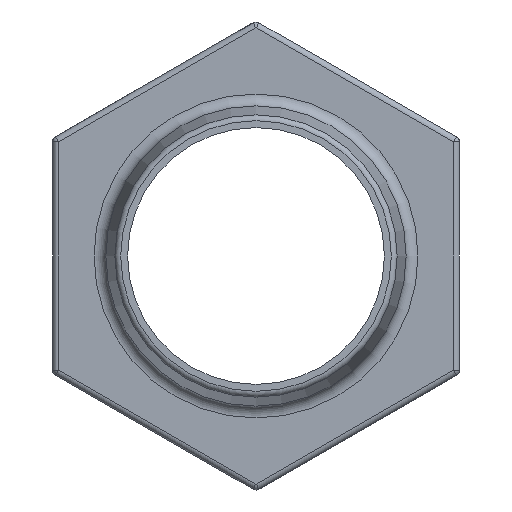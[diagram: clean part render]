
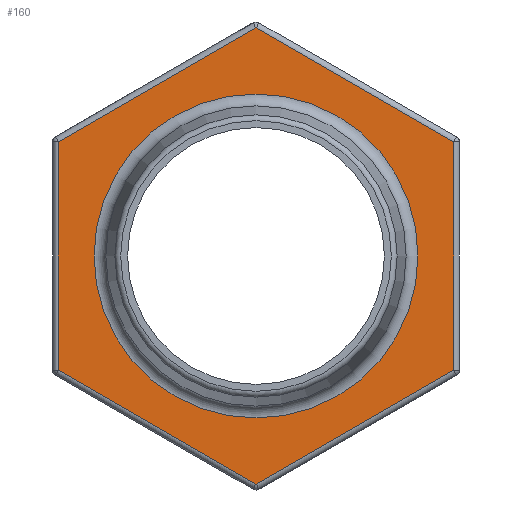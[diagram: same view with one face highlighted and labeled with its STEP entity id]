
A CAD part, left-side view. The second image highlights one B-rep face of the part: STEP entity #160.
In plain terms, the highlighted planar face has unit normal (-1, 0, 0).
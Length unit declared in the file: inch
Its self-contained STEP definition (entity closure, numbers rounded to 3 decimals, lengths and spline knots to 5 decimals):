
#90=CARTESIAN_POINT('',(2.37,0.82,0.));
#91=VERTEX_POINT('',#90);
#92=CARTESIAN_POINT('',(2.37,0.0,0.0));
#93=DIRECTION('',(-1.0,0.0,0.0));
#94=DIRECTION('',(0.0,-1.0,0.0));
#95=AXIS2_PLACEMENT_3D('',#92,#93,#94);
#96=CIRCLE('',#95,0.82);
#97=EDGE_CURVE('',#91,#91,#96,.T.);
#102=CARTESIAN_POINT('',(2.37,0.895,0.0));
#103=DIRECTION('',(-1.0,0.0,0.0));
#104=DIRECTION('',(0.0,0.0,1.0));
#105=AXIS2_PLACEMENT_3D('',#102,#103,#104);
#106=PLANE('',#105);
#107=CARTESIAN_POINT('',(2.37,1.,-0.57735));
#108=VERTEX_POINT('',#107);
#109=CARTESIAN_POINT('',(2.37,1.,0.57735));
#110=VERTEX_POINT('',#109);
#111=CARTESIAN_POINT('',(2.37,1.,-0.57735));
#112=DIRECTION('',(0.0,0.0,1.0));
#113=VECTOR('',#112,1.1547);
#114=LINE('',#111,#113);
#115=EDGE_CURVE('',#108,#110,#114,.T.);
#116=ORIENTED_EDGE('',*,*,#115,.F.);
#117=CARTESIAN_POINT('',(2.37,0.,-1.1547));
#118=VERTEX_POINT('',#117);
#119=CARTESIAN_POINT('',(2.37,0.,-1.1547));
#120=DIRECTION('',(0.0,0.866,0.5));
#121=VECTOR('',#120,1.1547);
#122=LINE('',#119,#121);
#123=EDGE_CURVE('',#118,#108,#122,.T.);
#124=ORIENTED_EDGE('',*,*,#123,.F.);
#125=CARTESIAN_POINT('',(2.37,-1.,-0.57735));
#126=VERTEX_POINT('',#125);
#127=CARTESIAN_POINT('',(2.37,-1.,-0.57735));
#128=DIRECTION('',(0.0,0.866,-0.5));
#129=VECTOR('',#128,1.1547);
#130=LINE('',#127,#129);
#131=EDGE_CURVE('',#126,#118,#130,.T.);
#132=ORIENTED_EDGE('',*,*,#131,.F.);
#133=CARTESIAN_POINT('',(2.37,-1.,0.57735));
#134=VERTEX_POINT('',#133);
#135=CARTESIAN_POINT('',(2.37,-1.,0.57735));
#136=DIRECTION('',(0.0,0.0,-1.0));
#137=VECTOR('',#136,1.1547);
#138=LINE('',#135,#137);
#139=EDGE_CURVE('',#134,#126,#138,.T.);
#140=ORIENTED_EDGE('',*,*,#139,.F.);
#141=CARTESIAN_POINT('',(2.37,0.,1.1547));
#142=VERTEX_POINT('',#141);
#143=CARTESIAN_POINT('',(2.37,0.,1.1547));
#144=DIRECTION('',(0.0,-0.866,-0.5));
#145=VECTOR('',#144,1.1547);
#146=LINE('',#143,#145);
#147=EDGE_CURVE('',#142,#134,#146,.T.);
#148=ORIENTED_EDGE('',*,*,#147,.F.);
#149=CARTESIAN_POINT('',(2.37,1.,0.57735));
#150=DIRECTION('',(0.0,-0.866,0.5));
#151=VECTOR('',#150,1.1547);
#152=LINE('',#149,#151);
#153=EDGE_CURVE('',#110,#142,#152,.T.);
#154=ORIENTED_EDGE('',*,*,#153,.F.);
#155=EDGE_LOOP('',(#116,#124,#132,#140,#148,#154));
#156=FACE_OUTER_BOUND('',#155,.T.);
#157=ORIENTED_EDGE('',*,*,#97,.F.);
#158=EDGE_LOOP('',(#157));
#159=FACE_BOUND('',#158,.T.);
#160=ADVANCED_FACE('',(#156,#159),#106,.T.);
